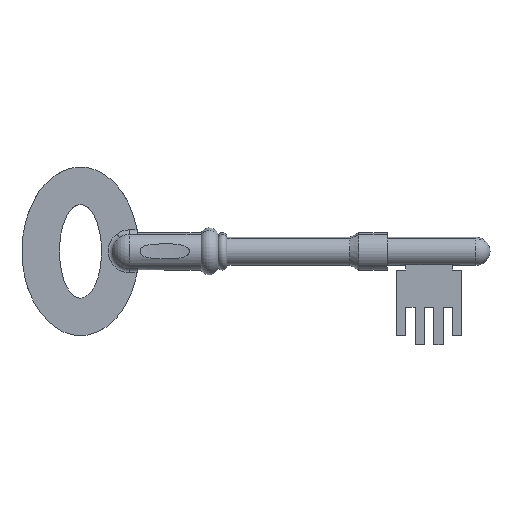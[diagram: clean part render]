
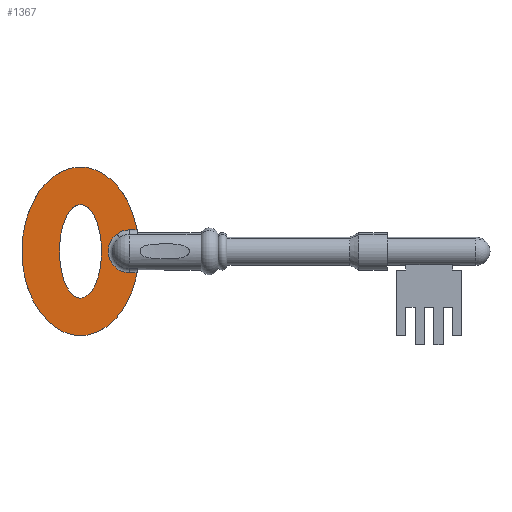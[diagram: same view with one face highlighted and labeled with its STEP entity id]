
A CAD part, top view. The second image highlights one B-rep face of the part: STEP entity #1367.
In plain terms, the highlighted planar face has unit normal (0, 0, -1).
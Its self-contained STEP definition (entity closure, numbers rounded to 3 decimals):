
#1355=ORIENTED_EDGE('Oriented Edge',*,*,#1295,.F.) ;
#1356=ORIENTED_EDGE('Oriented Edge',*,*,#1302,.F.) ;
#1357=ORIENTED_EDGE('Oriented Edge',*,*,#1309,.F.) ;
#1358=ORIENTED_EDGE('Oriented Edge',*,*,#1316,.F.) ;
#1359=ORIENTED_EDGE('Oriented Edge',*,*,#1326,.F.) ;
#1360=ORIENTED_EDGE('Oriented Edge',*,*,#1345,.F.) ;
#1361=ORIENTED_EDGE('Oriented Edge',*,*,#1353,.F.) ;
#1364=ORIENTED_EDGE('Oriented Edge',*,*,#154,.T.) ;
#1365=ORIENTED_EDGE('Oriented Edge',*,*,#113,.T.) ;
#1366=FACE_BOUND('Face Bound',#1363,.T.) ;
#1285=AXIS2_PLACEMENT_3D('Plane Axis2P3D',#1282,#1283,#1284) ;
#1298=AXIS2_PLACEMENT_3D('Circle Axis2P3D',#1296,#1297,$) ;
#1305=AXIS2_PLACEMENT_3D('Circle Axis2P3D',#1303,#1304,$) ;
#68=CARTESIAN_POINT('Cartesian Point',(15.875,-12.7,1.27)) ;
#94=CARTESIAN_POINT('Cartesian Point',(15.875,12.7,1.27)) ;
#98=CARTESIAN_POINT('Control Point',(15.875,-12.7,1.27)) ;
#99=CARTESIAN_POINT('Control Point',(16.773,-12.7,1.27)) ;
#100=CARTESIAN_POINT('Control Point',(17.67,-12.308,1.27)) ;
#101=CARTESIAN_POINT('Control Point',(18.522,-11.525,1.27)) ;
#102=CARTESIAN_POINT('Control Point',(20.041,-9.257,1.27)) ;
#103=CARTESIAN_POINT('Control Point',(21.061,-5.882,1.27)) ;
#104=CARTESIAN_POINT('Control Point',(21.414,-3.99,1.27)) ;
#105=CARTESIAN_POINT('Control Point',(21.766,0.,1.27)) ;
#106=CARTESIAN_POINT('Control Point',(21.414,3.99,1.27)) ;
#107=CARTESIAN_POINT('Control Point',(21.061,5.882,1.27)) ;
#108=CARTESIAN_POINT('Control Point',(20.041,9.257,1.27)) ;
#109=CARTESIAN_POINT('Control Point',(18.522,11.525,1.27)) ;
#110=CARTESIAN_POINT('Control Point',(17.67,12.308,1.27)) ;
#111=CARTESIAN_POINT('Control Point',(16.773,12.7,1.27)) ;
#112=CARTESIAN_POINT('Control Point',(15.875,12.7,1.27)) ;
#139=CARTESIAN_POINT('Control Point',(15.875,12.7,1.27)) ;
#140=CARTESIAN_POINT('Control Point',(14.977,12.7,1.27)) ;
#141=CARTESIAN_POINT('Control Point',(14.08,12.308,1.27)) ;
#142=CARTESIAN_POINT('Control Point',(13.228,11.525,1.27)) ;
#143=CARTESIAN_POINT('Control Point',(11.709,9.257,1.27)) ;
#144=CARTESIAN_POINT('Control Point',(10.689,5.882,1.27)) ;
#145=CARTESIAN_POINT('Control Point',(10.336,3.99,1.27)) ;
#146=CARTESIAN_POINT('Control Point',(9.984,0.,1.27)) ;
#147=CARTESIAN_POINT('Control Point',(10.336,-3.99,1.27)) ;
#148=CARTESIAN_POINT('Control Point',(10.689,-5.882,1.27)) ;
#149=CARTESIAN_POINT('Control Point',(11.709,-9.257,1.27)) ;
#150=CARTESIAN_POINT('Control Point',(13.228,-11.525,1.27)) ;
#151=CARTESIAN_POINT('Control Point',(14.08,-12.308,1.27)) ;
#152=CARTESIAN_POINT('Control Point',(14.977,-12.7,1.27)) ;
#153=CARTESIAN_POINT('Control Point',(15.875,-12.7,1.27)) ;
#1282=CARTESIAN_POINT('Axis2P3D Location',(0.,0.,1.27)) ;
#1287=CARTESIAN_POINT('Line Origine',(30.218,5.82,1.27)) ;
#1291=CARTESIAN_POINT('Cartesian Point',(29.21,5.82,1.27)) ;
#1293=CARTESIAN_POINT('Cartesian Point',(31.227,5.82,1.27)) ;
#1296=CARTESIAN_POINT('Axis2P3D Location',(29.21,0.,1.27)) ;
#1300=CARTESIAN_POINT('Cartesian Point',(25.709,4.649,1.27)) ;
#1303=CARTESIAN_POINT('Axis2P3D Location',(29.21,0.,1.27)) ;
#1307=CARTESIAN_POINT('Cartesian Point',(29.21,-5.82,1.27)) ;
#1310=CARTESIAN_POINT('Line Origine',(30.218,-5.82,1.27)) ;
#1314=CARTESIAN_POINT('Cartesian Point',(31.227,-5.82,1.27)) ;
#1318=CARTESIAN_POINT('Control Point',(15.875,-22.86,1.27)) ;
#1319=CARTESIAN_POINT('Control Point',(20.045,-22.86,1.27)) ;
#1320=CARTESIAN_POINT('Control Point',(24.216,-20.891,1.27)) ;
#1321=CARTESIAN_POINT('Control Point',(27.781,-16.934,1.27)) ;
#1322=CARTESIAN_POINT('Control Point',(30.165,-11.627,1.27)) ;
#1323=CARTESIAN_POINT('Control Point',(31.227,-5.82,1.27)) ;
#1324=CARTESIAN_POINT('Cartesian Point',(15.875,-22.86,1.27)) ;
#1328=CARTESIAN_POINT('Control Point',(15.875,22.86,1.27)) ;
#1329=CARTESIAN_POINT('Control Point',(13.381,22.86,1.27)) ;
#1330=CARTESIAN_POINT('Control Point',(10.888,22.155,1.27)) ;
#1331=CARTESIAN_POINT('Control Point',(8.522,20.744,1.27)) ;
#1332=CARTESIAN_POINT('Control Point',(4.303,16.663,1.27)) ;
#1333=CARTESIAN_POINT('Control Point',(1.469,10.588,1.27)) ;
#1334=CARTESIAN_POINT('Control Point',(0.49,7.182,1.27)) ;
#1335=CARTESIAN_POINT('Control Point',(-0.49,0.,1.27)) ;
#1336=CARTESIAN_POINT('Control Point',(0.49,-7.182,1.27)) ;
#1337=CARTESIAN_POINT('Control Point',(1.469,-10.588,1.27)) ;
#1338=CARTESIAN_POINT('Control Point',(4.303,-16.663,1.27)) ;
#1339=CARTESIAN_POINT('Control Point',(8.522,-20.744,1.27)) ;
#1340=CARTESIAN_POINT('Control Point',(10.888,-22.155,1.27)) ;
#1341=CARTESIAN_POINT('Control Point',(13.381,-22.86,1.27)) ;
#1342=CARTESIAN_POINT('Control Point',(15.875,-22.86,1.27)) ;
#1343=CARTESIAN_POINT('Cartesian Point',(15.875,22.86,1.27)) ;
#1347=CARTESIAN_POINT('Control Point',(31.227,5.82,1.27)) ;
#1348=CARTESIAN_POINT('Control Point',(30.165,11.627,1.27)) ;
#1349=CARTESIAN_POINT('Control Point',(27.781,16.934,1.27)) ;
#1350=CARTESIAN_POINT('Control Point',(24.216,20.891,1.27)) ;
#1351=CARTESIAN_POINT('Control Point',(20.045,22.86,1.27)) ;
#1352=CARTESIAN_POINT('Control Point',(15.875,22.86,1.27)) ;
#1283=DIRECTION('Axis2P3D Direction',(0.,0.,1.)) ;
#1284=DIRECTION('Axis2P3D XDirection',(1.,0.,0.)) ;
#1288=DIRECTION('Vector Direction',(-1.,0.,0.)) ;
#1297=DIRECTION('Axis2P3D Direction',(0.,0.,1.)) ;
#1304=DIRECTION('Axis2P3D Direction',(0.,0.,1.)) ;
#1311=DIRECTION('Vector Direction',(1.,0.,0.)) ;
#1289=VECTOR('Line Direction',#1288,1.) ;
#1312=VECTOR('Line Direction',#1311,1.) ;
#1299=CIRCLE('generated circle',#1298,5.82) ;
#1306=CIRCLE('generated circle',#1305,5.82) ;
#1290=LINE('Line',#1287,#1289) ;
#1313=LINE('Line',#1310,#1312) ;
#1286=PLANE('Plane',#1285) ;
#113=EDGE_CURVE('Edge Curve',#69,#95,#97,.T.) ;
#154=EDGE_CURVE('Edge Curve',#95,#69,#138,.T.) ;
#1295=EDGE_CURVE('Edge Curve',#1292,#1294,#1290,.F.) ;
#1302=EDGE_CURVE('Edge Curve',#1301,#1292,#1299,.F.) ;
#1309=EDGE_CURVE('Edge Curve',#1308,#1301,#1306,.F.) ;
#1316=EDGE_CURVE('Edge Curve',#1315,#1308,#1313,.F.) ;
#1326=EDGE_CURVE('Edge Curve',#1325,#1315,#1317,.T.) ;
#1345=EDGE_CURVE('Edge Curve',#1344,#1325,#1327,.T.) ;
#1353=EDGE_CURVE('Edge Curve',#1294,#1344,#1346,.T.) ;
#1354=EDGE_LOOP('Oriented Loop',(#1355,#1356,#1357,#1358,#1359,#1360,#1361)) ;
#1363=EDGE_LOOP('Oriented Loop',(#1364,#1365)) ;
#1362=FACE_OUTER_BOUND('Face Bound',#1354,.T.) ;
#69=VERTEX_POINT('Vertex Point',#68) ;
#95=VERTEX_POINT('Vertex Point',#94) ;
#1292=VERTEX_POINT('Vertex Point',#1291) ;
#1294=VERTEX_POINT('Vertex Point',#1293) ;
#1301=VERTEX_POINT('Vertex Point',#1300) ;
#1308=VERTEX_POINT('Vertex Point',#1307) ;
#1315=VERTEX_POINT('Vertex Point',#1314) ;
#1325=VERTEX_POINT('Vertex Point',#1324) ;
#1344=VERTEX_POINT('Vertex Point',#1343) ;
#1367=ADVANCED_FACE('Advanced Face',(#1362,#1366),#1286,.F.) ;
#97=B_SPLINE_CURVE_WITH_KNOTS('BSpline Curve',5,(#98,#99,#100,#101,#102,#103,#104,#105,#106,#107,#108,#109,#110,#111,#112),.UNSPECIFIED.,.F.,.U.,(6,3,3,3,6),(43.752,54.69,65.628,76.566,87.504),.UNSPECIFIED.) ;
#138=B_SPLINE_CURVE_WITH_KNOTS('BSpline Curve',5,(#139,#140,#141,#142,#143,#144,#145,#146,#147,#148,#149,#150,#151,#152,#153),.UNSPECIFIED.,.F.,.U.,(6,3,3,3,6),(0.,10.938,21.876,32.814,43.752),.UNSPECIFIED.) ;
#1317=B_SPLINE_CURVE_WITH_KNOTS('BSpline Curve',5,(#1318,#1319,#1320,#1321,#1322,#1323),.UNSPECIFIED.,.F.,.U.,(6,6),(87.435,123.989),.UNSPECIFIED.) ;
#1327=B_SPLINE_CURVE_WITH_KNOTS('BSpline Curve',5,(#1328,#1329,#1330,#1331,#1332,#1333,#1334,#1335,#1336,#1337,#1338,#1339,#1340,#1341,#1342),.UNSPECIFIED.,.F.,.U.,(6,3,3,3,6),(0.,21.859,43.718,65.577,87.435),.UNSPECIFIED.) ;
#1346=B_SPLINE_CURVE_WITH_KNOTS('BSpline Curve',5,(#1347,#1348,#1349,#1350,#1351,#1352),.UNSPECIFIED.,.F.,.U.,(6,6),(138.318,174.871),.UNSPECIFIED.) ;
